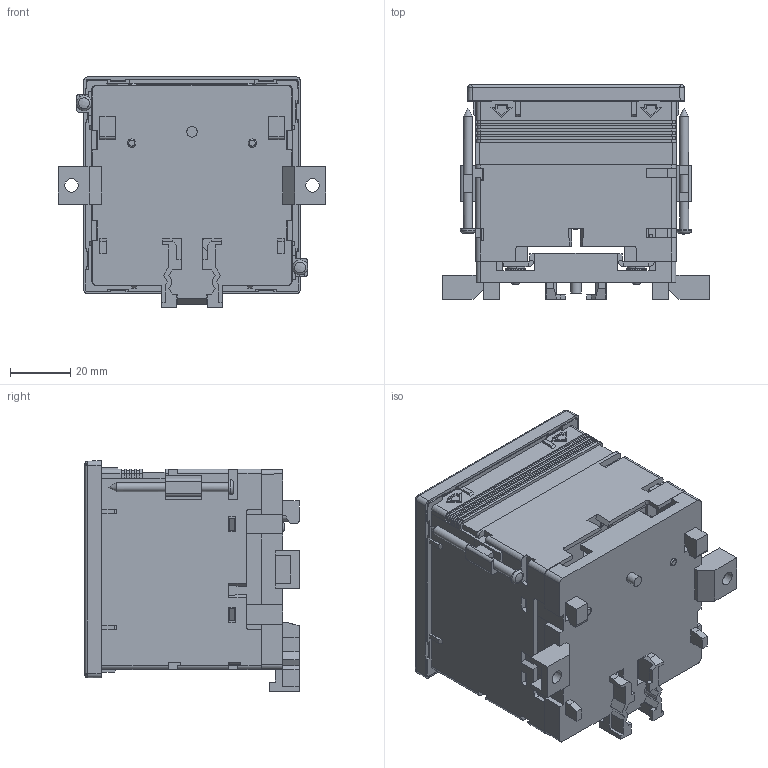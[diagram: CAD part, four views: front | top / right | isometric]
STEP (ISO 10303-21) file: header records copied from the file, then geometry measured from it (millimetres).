
FILE_DESCRIPTION(/* description */ ('STEP AP214','CAx-IF Rec.Pracs.---Representation and Presentation of Product Manufacturing Information (PMI)---4.0---2014-10-13'),/* implementation_level */ '2;1');
FILE_NAME(/* name */ 'DQ72_20210319.step',/* time_stamp */ '2021-03-19T14:14:54+01:00',/* author */ ('rsj'),/* organization */ (''),/* preprocessor_version */ 'ST-DEVELOPER v18.1',/* originating_system */ 'Autodesk Inventor 2020',/* authorisation */ '');
FILE_SCHEMA (('AP242_MANAGED_MODEL_BASED_3D_ENGINEERING_MIM_LF { 1 0 10303 442 1 1 4 }'));
Products named in the file (2): DQ72; DQ72_Substitute_1
Assembly tree (1 placements, depth 2):
  DQ72
    DQ72_Substitute_1
Bounding box: 88.8 x 71.1 x 76.4 mm (x, y, z)
Volume: 74237.3 mm3; surface area: 84143.2 mm2
Topology: 1 solids, 3 shells, 1818 faces, 5319 edges, 3509 vertices
Faces by surface type: plane 1484, cylinder 207, bspline 65, torus 35, cone 24, sphere 3
Full cylindrical faces by diameter (mm): 1.2 x2, 1.9 x2, 2.5 x7, 2.8 x2, 3 x2, 3.2 x2, 3.5 x1, 4 x2, 4.3 x2, 4.4 x1, 4.5 x4, 5 x3, 5.5 x3, 6 x3, 6.1 x4, 6.5 x1, 8.2 x4, 8.4 x1, 10 x2, 15 x2, 30 x1
Entity records: 69633 total; most frequent: CARTESIAN_POINT 19343, ORIENTED_EDGE 10612, DIRECTION 9274, EDGE_CURVE 5310, LINE 4414, VECTOR 4414, VERTEX_POINT 3509, AXIS2_PLACEMENT_3D 2430
